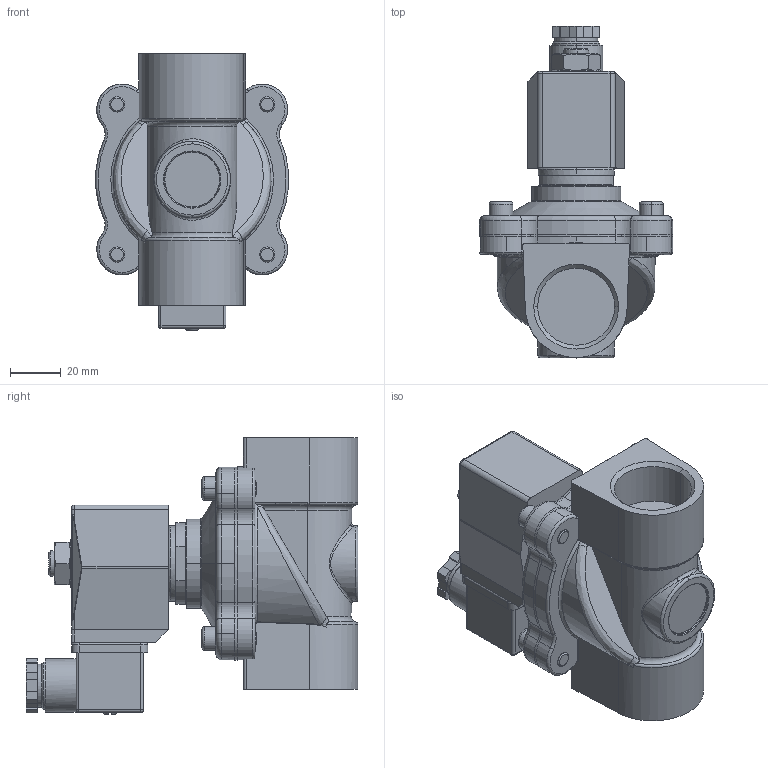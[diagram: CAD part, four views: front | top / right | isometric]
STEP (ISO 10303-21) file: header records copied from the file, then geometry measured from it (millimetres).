
FILE_DESCRIPTION (( 'STEP AP203' ), '1' );
FILE_NAME ('242 DN25.STEP', '2016-12-21T10:03:25', ( '' ), ( '' ), 'SwSTEP 2.0', 'SolidWorks 2015', '' );
FILE_SCHEMA (( 'CONFIG_CONTROL_DESIGN' ));
Length unit declared in the file: millimetre
Products named in the file (1): 242 DN25
Bounding box: 75.87 x 130.45 x 108.8 mm (x, y, z)
Volume: 324844.9 mm3; surface area: 47660.4 mm2
Topology: 1 solids, 1 shells, 511 faces, 1212 edges, 726 vertices
Faces by surface type: plane 192, cylinder 170, torus 81, bspline 36, cone 28, sphere 4
Entity records: 16094 total; most frequent: CARTESIAN_POINT 4384, DIRECTION 2519, ORIENTED_EDGE 2404, EDGE_CURVE 1202, AXIS2_PLACEMENT_3D 973, VERTEX_POINT 726, LINE 573, VECTOR 573
